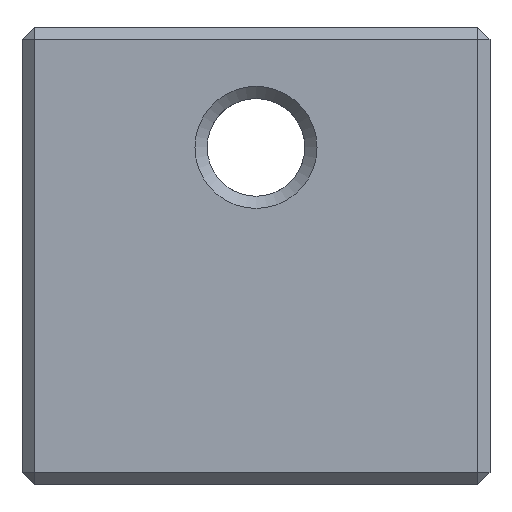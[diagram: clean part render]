
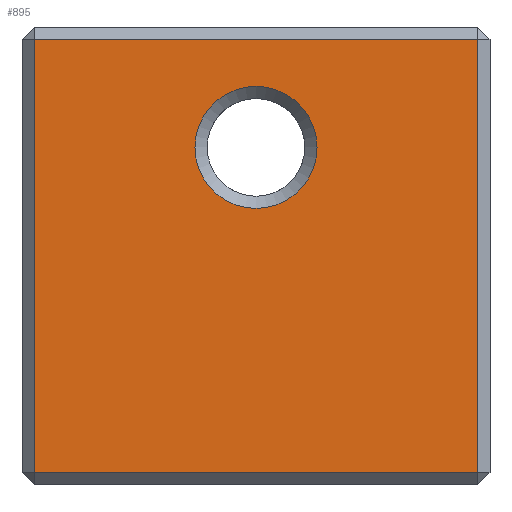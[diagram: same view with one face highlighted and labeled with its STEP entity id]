
A CAD part, front view. The second image highlights one B-rep face of the part: STEP entity #895.
In plain terms, the highlighted planar face has unit normal (0, -1, 0).
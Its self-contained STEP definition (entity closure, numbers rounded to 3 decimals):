
#62 = PLANE('',#63);
#63 = AXIS2_PLACEMENT_3D('',#64,#65,#66);
#64 = CARTESIAN_POINT('',(134.69,167.024,96.699
    ));
#65 = DIRECTION('',(0.,0.707,-0.707));
#66 = DIRECTION('',(1.,0.,0.));
#302 = VERTEX_POINT('',#303);
#303 = CARTESIAN_POINT('',(134.29,166.824,
    96.499));
#331 = VERTEX_POINT('',#332);
#332 = CARTESIAN_POINT('',(119.758,166.824,
    96.499));
#358 = EDGE_CURVE('',#302,#331,#359,.T.);
#359 = SURFACE_CURVE('',#360,(#364,#371),.PCURVE_S1.);
#360 = LINE('',#361,#362);
#361 = CARTESIAN_POINT('',(134.69,166.824,
    96.499));
#362 = VECTOR('',#363,1.);
#363 = DIRECTION('',(-1.,0.,0.));
#364 = PCURVE('',#62,#365);
#365 = DEFINITIONAL_REPRESENTATION('',(#366),#370);
#366 = LINE('',#367,#368);
#367 = CARTESIAN_POINT('',(0.,0.283));
#368 = VECTOR('',#369,1.);
#369 = DIRECTION('',(-1.,0.));
#370 = ( GEOMETRIC_REPRESENTATION_CONTEXT(2) 
PARAMETRIC_REPRESENTATION_CONTEXT() REPRESENTATION_CONTEXT('2D SPACE',''
  ) );
#371 = PCURVE('',#372,#377);
#372 = PLANE('',#373);
#373 = AXIS2_PLACEMENT_3D('',#374,#375,#376);
#374 = CARTESIAN_POINT('',(127.024,166.824,
    89.827));
#375 = DIRECTION('',(0.,1.,0.));
#376 = DIRECTION('',(0.,0.,1.));
#377 = DEFINITIONAL_REPRESENTATION('',(#378),#382);
#378 = LINE('',#379,#380);
#379 = CARTESIAN_POINT('',(6.671,7.666));
#380 = VECTOR('',#381,1.);
#381 = DIRECTION('',(0.,-1.));
#382 = ( GEOMETRIC_REPRESENTATION_CONTEXT(2) 
PARAMETRIC_REPRESENTATION_CONTEXT() REPRESENTATION_CONTEXT('2D SPACE',''
  ) );
#884 = PLANE('',#885);
#885 = AXIS2_PLACEMENT_3D('',#886,#887,#888);
#886 = CARTESIAN_POINT('',(134.49,167.024,
    81.899));
#887 = DIRECTION('',(-0.707,0.707,0.));
#888 = DIRECTION('',(0.,0.,1.));
#895 = ADVANCED_FACE('',(#896,#976),#372,.F.);
#896 = FACE_BOUND('',#897,.F.);
#897 = EDGE_LOOP('',(#898,#926,#927,#950));
#898 = ORIENTED_EDGE('',*,*,#899,.F.);
#899 = EDGE_CURVE('',#331,#900,#902,.T.);
#900 = VERTEX_POINT('',#901);
#901 = CARTESIAN_POINT('',(119.758,166.824,
    82.299));
#902 = SURFACE_CURVE('',#903,(#907,#914),.PCURVE_S1.);
#903 = LINE('',#904,#905);
#904 = CARTESIAN_POINT('',(119.758,166.824,
    96.899));
#905 = VECTOR('',#906,1.);
#906 = DIRECTION('',(0.,0.,-1.));
#907 = PCURVE('',#372,#908);
#908 = DEFINITIONAL_REPRESENTATION('',(#909),#913);
#909 = LINE('',#910,#911);
#910 = CARTESIAN_POINT('',(7.071,-7.266));
#911 = VECTOR('',#912,1.);
#912 = DIRECTION('',(-1.,0.));
#913 = ( GEOMETRIC_REPRESENTATION_CONTEXT(2) 
PARAMETRIC_REPRESENTATION_CONTEXT() REPRESENTATION_CONTEXT('2D SPACE',''
  ) );
#914 = PCURVE('',#915,#920);
#915 = PLANE('',#916);
#916 = AXIS2_PLACEMENT_3D('',#917,#918,#919);
#917 = CARTESIAN_POINT('',(119.558,167.024,
    96.899));
#918 = DIRECTION('',(0.707,0.707,0.));
#919 = DIRECTION('',(0.,0.,-1.));
#920 = DEFINITIONAL_REPRESENTATION('',(#921),#925);
#921 = LINE('',#922,#923);
#922 = CARTESIAN_POINT('',(0.,-0.283));
#923 = VECTOR('',#924,1.);
#924 = DIRECTION('',(1.,0.));
#925 = ( GEOMETRIC_REPRESENTATION_CONTEXT(2) 
PARAMETRIC_REPRESENTATION_CONTEXT() REPRESENTATION_CONTEXT('2D SPACE',''
  ) );
#926 = ORIENTED_EDGE('',*,*,#358,.F.);
#927 = ORIENTED_EDGE('',*,*,#928,.F.);
#928 = EDGE_CURVE('',#929,#302,#931,.T.);
#929 = VERTEX_POINT('',#930);
#930 = CARTESIAN_POINT('',(134.29,166.824,
    82.299));
#931 = SURFACE_CURVE('',#932,(#936,#943),.PCURVE_S1.);
#932 = LINE('',#933,#934);
#933 = CARTESIAN_POINT('',(134.29,166.824,
    81.899));
#934 = VECTOR('',#935,1.);
#935 = DIRECTION('',(-0.,0.,1.));
#936 = PCURVE('',#372,#937);
#937 = DEFINITIONAL_REPRESENTATION('',(#938),#942);
#938 = LINE('',#939,#940);
#939 = CARTESIAN_POINT('',(-7.929,7.266));
#940 = VECTOR('',#941,1.);
#941 = DIRECTION('',(1.,0.));
#942 = ( GEOMETRIC_REPRESENTATION_CONTEXT(2) 
PARAMETRIC_REPRESENTATION_CONTEXT() REPRESENTATION_CONTEXT('2D SPACE',''
  ) );
#943 = PCURVE('',#884,#944);
#944 = DEFINITIONAL_REPRESENTATION('',(#945),#949);
#945 = LINE('',#946,#947);
#946 = CARTESIAN_POINT('',(0.,-0.283));
#947 = VECTOR('',#948,1.);
#948 = DIRECTION('',(1.,0.));
#949 = ( GEOMETRIC_REPRESENTATION_CONTEXT(2) 
PARAMETRIC_REPRESENTATION_CONTEXT() REPRESENTATION_CONTEXT('2D SPACE',''
  ) );
#950 = ORIENTED_EDGE('',*,*,#951,.F.);
#951 = EDGE_CURVE('',#900,#929,#952,.T.);
#952 = SURFACE_CURVE('',#953,(#957,#964),.PCURVE_S1.);
#953 = LINE('',#954,#955);
#954 = CARTESIAN_POINT('',(119.358,166.824,
    82.299));
#955 = VECTOR('',#956,1.);
#956 = DIRECTION('',(1.,0.,-0.));
#957 = PCURVE('',#372,#958);
#958 = DEFINITIONAL_REPRESENTATION('',(#959),#963);
#959 = LINE('',#960,#961);
#960 = CARTESIAN_POINT('',(-7.529,-7.666));
#961 = VECTOR('',#962,1.);
#962 = DIRECTION('',(0.,1.));
#963 = ( GEOMETRIC_REPRESENTATION_CONTEXT(2) 
PARAMETRIC_REPRESENTATION_CONTEXT() REPRESENTATION_CONTEXT('2D SPACE',''
  ) );
#964 = PCURVE('',#965,#970);
#965 = PLANE('',#966);
#966 = AXIS2_PLACEMENT_3D('',#967,#968,#969);
#967 = CARTESIAN_POINT('',(119.358,167.024,
    82.099));
#968 = DIRECTION('',(0.,0.707,0.707));
#969 = DIRECTION('',(1.,0.,0.));
#970 = DEFINITIONAL_REPRESENTATION('',(#971),#975);
#971 = LINE('',#972,#973);
#972 = CARTESIAN_POINT('',(0.,-0.283));
#973 = VECTOR('',#974,1.);
#974 = DIRECTION('',(1.,0.));
#975 = ( GEOMETRIC_REPRESENTATION_CONTEXT(2) 
PARAMETRIC_REPRESENTATION_CONTEXT() REPRESENTATION_CONTEXT('2D SPACE',''
  ) );
#976 = FACE_BOUND('',#977,.F.);
#977 = EDGE_LOOP('',(#978));
#978 = ORIENTED_EDGE('',*,*,#979,.F.);
#979 = EDGE_CURVE('',#980,#980,#982,.T.);
#980 = VERTEX_POINT('',#981);
#981 = CARTESIAN_POINT('',(125.024,166.824,
    92.957));
#982 = SURFACE_CURVE('',#983,(#988,#995),.PCURVE_S1.);
#983 = CIRCLE('',#984,2.);
#984 = AXIS2_PLACEMENT_3D('',#985,#986,#987);
#985 = CARTESIAN_POINT('',(127.024,166.824,
    92.957));
#986 = DIRECTION('',(0.,1.,-0.));
#987 = DIRECTION('',(-1.,0.,0.));
#988 = PCURVE('',#372,#989);
#989 = DEFINITIONAL_REPRESENTATION('',(#990),#994);
#990 = CIRCLE('',#991,2.);
#991 = AXIS2_PLACEMENT_2D('',#992,#993);
#992 = CARTESIAN_POINT('',(3.129,0.));
#993 = DIRECTION('',(0.,-1.));
#994 = ( GEOMETRIC_REPRESENTATION_CONTEXT(2) 
PARAMETRIC_REPRESENTATION_CONTEXT() REPRESENTATION_CONTEXT('2D SPACE',''
  ) );
#995 = PCURVE('',#996,#1001);
#996 = CONICAL_SURFACE('',#997,1.6,0.785);
#997 = AXIS2_PLACEMENT_3D('',#998,#999,#1000);
#998 = CARTESIAN_POINT('',(127.024,167.224,
    92.957));
#999 = DIRECTION('',(-0.,-1.,-0.));
#1000 = DIRECTION('',(-1.,0.,0.));
#1001 = DEFINITIONAL_REPRESENTATION('',(#1002),#1006);
#1002 = LINE('',#1003,#1004);
#1003 = CARTESIAN_POINT('',(0.,0.4));
#1004 = VECTOR('',#1005,1.);
#1005 = DIRECTION('',(-1.,-0.));
#1006 = ( GEOMETRIC_REPRESENTATION_CONTEXT(2) 
PARAMETRIC_REPRESENTATION_CONTEXT() REPRESENTATION_CONTEXT('2D SPACE',''
  ) );
